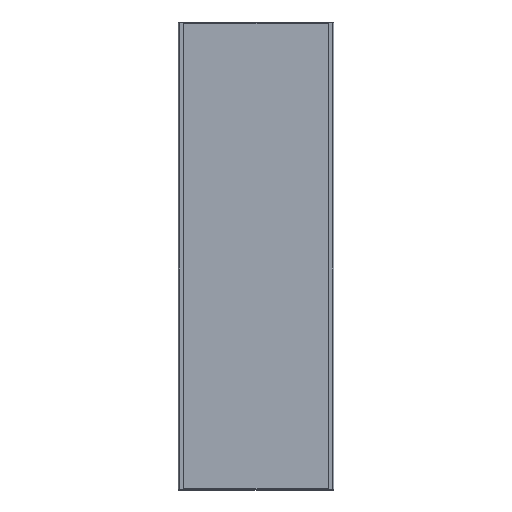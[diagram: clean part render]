
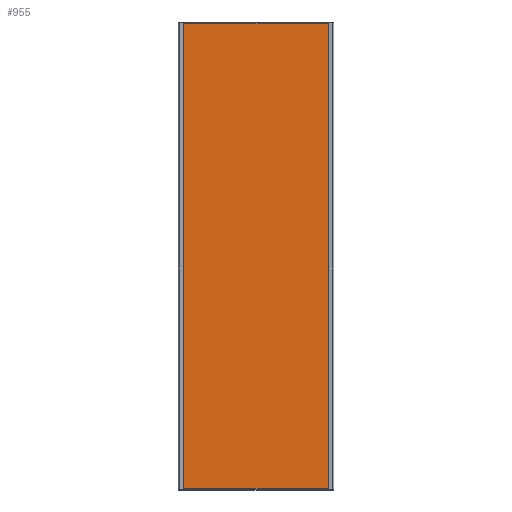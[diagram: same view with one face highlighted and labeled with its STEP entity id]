
A CAD part, top view. The second image highlights one B-rep face of the part: STEP entity #955.
In plain terms, the highlighted planar face has unit normal (0, 0, 1).
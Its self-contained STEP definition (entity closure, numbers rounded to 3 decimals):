
#105 = VERTEX_POINT ( 'NONE', #2079 ) ;
#127 = DIRECTION ( 'NONE',  ( 0., -1., 0. ) ) ;
#150 = ORIENTED_EDGE ( 'NONE', *, *, #1034, .F. ) ;
#201 = EDGE_CURVE ( 'NONE', #439, #649, #1161, .T. ) ;
#249 = CARTESIAN_POINT ( 'NONE',  ( 294., 894., 0. ) ) ;
#299 = VECTOR ( 'NONE', #3171, 1000. ) ;
#332 = DIRECTION ( 'NONE',  ( 1., 0., 0. ) ) ;
#365 = VECTOR ( 'NONE', #332, 1000. ) ;
#439 = VERTEX_POINT ( 'NONE', #249 ) ;
#629 = FACE_OUTER_BOUND ( 'NONE', #1940, .T. ) ;
#649 = VERTEX_POINT ( 'NONE', #654 ) ;
#654 = CARTESIAN_POINT ( 'NONE',  ( 294., -894., 0. ) ) ;
#723 = AXIS2_PLACEMENT_3D ( 'NONE', #2845, #2854, #2606 ) ;
#757 = VERTEX_POINT ( 'NONE', #1516 ) ;
#955 = ADVANCED_FACE ( 'NONE', ( #629 ), #2554, .T. ) ;
#1034 = EDGE_CURVE ( 'NONE', #757, #105, #1222, .T. ) ;
#1121 = DIRECTION ( 'NONE',  ( -1., 0., 0. ) ) ;
#1161 = LINE ( 'NONE', #3071, #1181 ) ;
#1171 = CARTESIAN_POINT ( 'NONE',  ( -294., -896.929, 0. ) ) ;
#1181 = VECTOR ( 'NONE', #127, 1000. ) ;
#1222 = LINE ( 'NONE', #1171, #299 ) ;
#1307 = LINE ( 'NONE', #2283, #365 ) ;
#1367 = CARTESIAN_POINT ( 'NONE',  ( 296.929, -894., 0. ) ) ;
#1506 = EDGE_CURVE ( 'NONE', #649, #757, #2843, .T. ) ;
#1516 = CARTESIAN_POINT ( 'NONE',  ( -294., -894., 0. ) ) ;
#1940 = EDGE_LOOP ( 'NONE', ( #150, #2491, #3087, #3090 ) ) ;
#2079 = CARTESIAN_POINT ( 'NONE',  ( -294., 894., 0. ) ) ;
#2264 = VECTOR ( 'NONE', #1121, 1000. ) ;
#2283 = CARTESIAN_POINT ( 'NONE',  ( -296.929, 894., 0. ) ) ;
#2491 = ORIENTED_EDGE ( 'NONE', *, *, #1506, .F. ) ;
#2554 = PLANE ( 'NONE',  #723 ) ;
#2606 = DIRECTION ( 'NONE',  ( 1., 0., 0. ) ) ;
#2748 = EDGE_CURVE ( 'NONE', #105, #439, #1307, .T. ) ;
#2843 = LINE ( 'NONE', #1367, #2264 ) ;
#2845 = CARTESIAN_POINT ( 'NONE',  ( 0., 0., 0. ) ) ;
#2854 = DIRECTION ( 'NONE',  ( 0., 0., 1. ) ) ;
#3071 = CARTESIAN_POINT ( 'NONE',  ( 294., 896.929, 0. ) ) ;
#3087 = ORIENTED_EDGE ( 'NONE', *, *, #201, .F. ) ;
#3090 = ORIENTED_EDGE ( 'NONE', *, *, #2748, .F. ) ;
#3171 = DIRECTION ( 'NONE',  ( 0., 1., 0. ) ) ;
